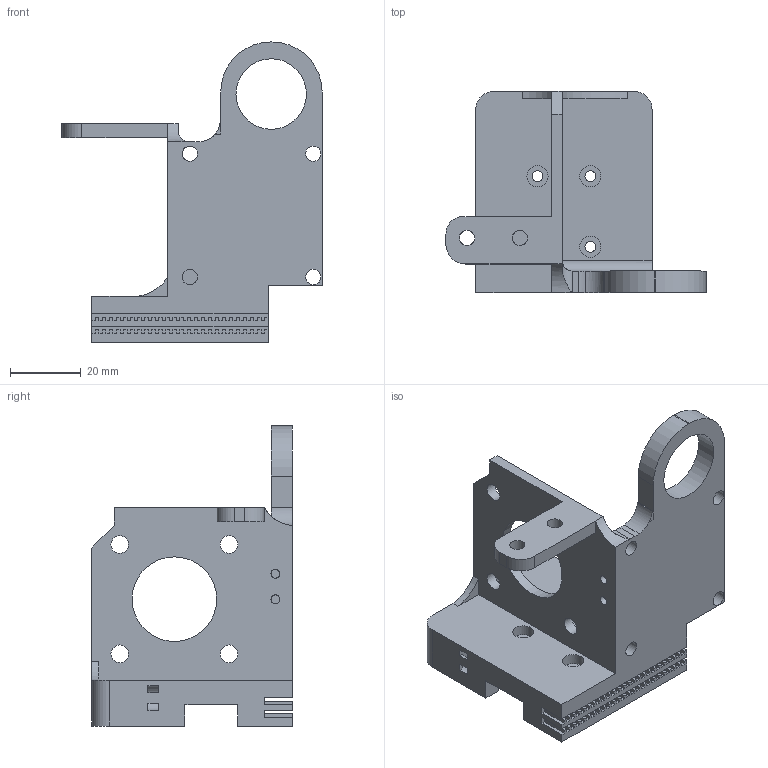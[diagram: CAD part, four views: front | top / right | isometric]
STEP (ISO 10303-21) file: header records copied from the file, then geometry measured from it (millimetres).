
FILE_DESCRIPTION(/* description */ (''),/* implementation_level */ '2;1');
FILE_NAME(/* name */ 'carriage mk8.step',/* time_stamp */ '2020-04-20T17:35:38+02:00',/* author */ (''),/* organization */ (''),/* preprocessor_version */ 'ST-DEVELOPER v18.1',/* originating_system */ 'Autodesk Translation Framework v9.2.0.1227',/* authorisation */ '');
FILE_SCHEMA (('AUTOMOTIVE_DESIGN { 1 0 10303 214 3 1 1 }'));
Length unit declared in the file: millimetre
Products named in the file (1): carriage
Bounding box: 73.82 x 57 x 85.15 mm (x, y, z)
Volume: 48125.2 mm3; surface area: 23773.3 mm2
Topology: 1 solids, 1 shells, 294 faces, 888 edges, 598 vertices
Faces by surface type: plane 254, cylinder 37, bspline 3
Full cylindrical faces by diameter (mm): 2.5 x2, 3.1 x4, 4.35 x8, 5 x4, 6 x4, 20 x1, 24 x1
Entity records: 10127 total; most frequent: CARTESIAN_POINT 1974, ORIENTED_EDGE 1776, DIRECTION 1549, EDGE_CURVE 888, LINE 775, VECTOR 775, VERTEX_POINT 598, AXIS2_PLACEMENT_3D 387
